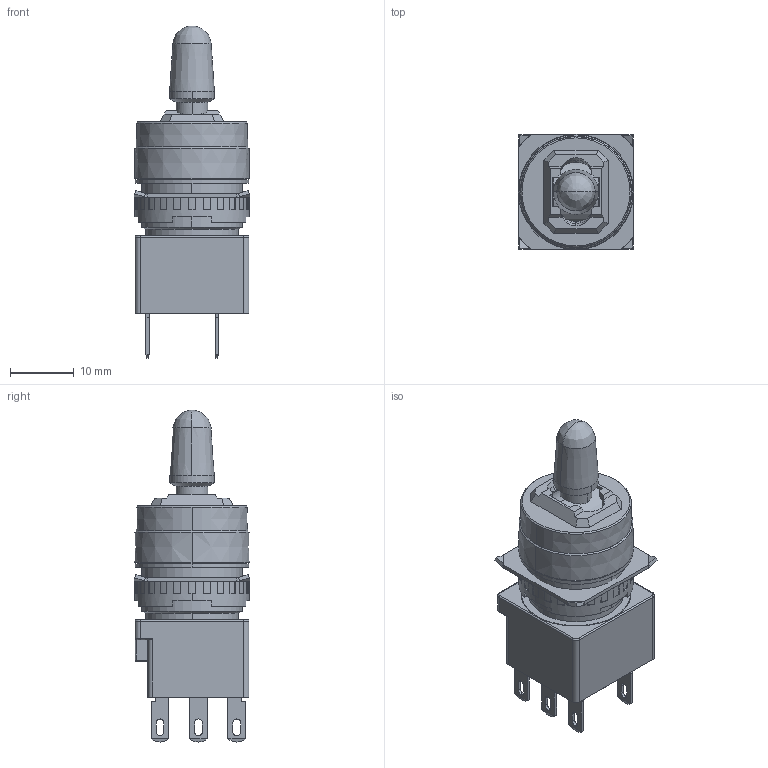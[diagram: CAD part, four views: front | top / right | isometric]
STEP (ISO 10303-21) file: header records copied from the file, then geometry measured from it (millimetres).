
FILE_DESCRIPTION (( 'STEP AP214' ), '1' );
FILE_NAME ('104_LB1T-[2][3](3)Tx.STEP', '2020-09-25T01:00:37', ( 'IDEC' ), ( 'IDEC' ), 'SwSTEP 2.0', 'SolidWorks 2019', '' );
FILE_SCHEMA (( 'AUTOMOTIVE_DESIGN' ));
Length unit declared in the file: millimetre
Products named in the file (4): LB-T-BODY-M; 104_LB1T-[2][3](3)Tx; LB-T2; LB-NUT-SET
Assembly tree (3 placements, depth 2):
  104_LB1T-[2][3](3)Tx
    LB-T-BODY-M
    LB-T2
    LB-NUT-SET
Bounding box: 18.07 x 18.07 x 51.9 mm (x, y, z)
Volume: 8263.7 mm3; surface area: 4811.6 mm2
Topology: 3 solids, 3 shells, 449 faces, 1213 edges, 772 vertices
Faces by surface type: plane 264, cylinder 143, bspline 26, cone 16
Entity records: 16331 total; most frequent: CARTESIAN_POINT 3357, ORIENTED_EDGE 2410, DIRECTION 2309, EDGE_CURVE 1205, LINE 773, VECTOR 773, VERTEX_POINT 772, AXIS2_PLACEMENT_3D 768
